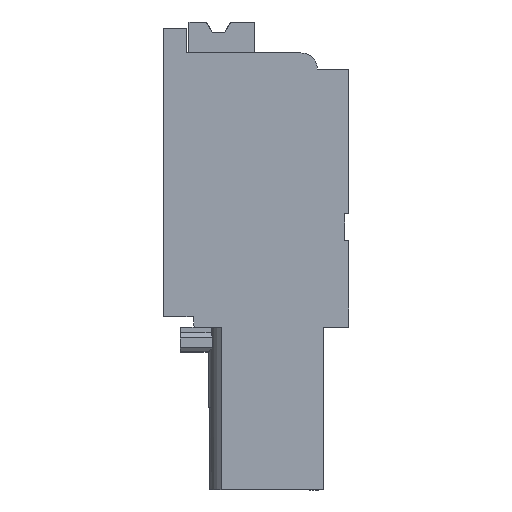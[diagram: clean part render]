
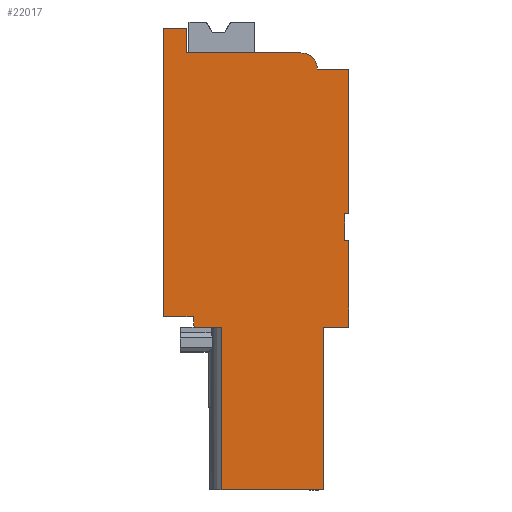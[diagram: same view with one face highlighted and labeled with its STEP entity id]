
A CAD part, left-side view. The second image highlights one B-rep face of the part: STEP entity #22017.
In plain terms, the highlighted planar face has unit normal (-1, 0, 0).
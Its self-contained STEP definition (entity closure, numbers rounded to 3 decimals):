
#4331=AXIS2_PLACEMENT_3D('Circle Axis2P3D',#4329,#4330,$) ;
#21990=AXIS2_PLACEMENT_3D('Plane Axis2P3D',#21987,#21988,#21989) ;
#40=CARTESIAN_POINT('Vertex',(0.,0.,13.4)) ;
#45=CARTESIAN_POINT('Line Origine',(0.,0.1,13.4)) ;
#49=CARTESIAN_POINT('Vertex',(0.,0.2,13.4)) ;
#83=CARTESIAN_POINT('Line Origine',(0.,0.2,12.75)) ;
#87=CARTESIAN_POINT('Vertex',(0.,0.2,12.1)) ;
#107=CARTESIAN_POINT('Line Origine',(0.,0.1,12.1)) ;
#111=CARTESIAN_POINT('Vertex',(0.,0.,12.1)) ;
#138=CARTESIAN_POINT('Line Origine',(0.,0.,10.)) ;
#142=CARTESIAN_POINT('Vertex',(0.,0.,7.9)) ;
#1165=CARTESIAN_POINT('Line Origine',(0.,0.612,7.9)) ;
#1169=CARTESIAN_POINT('Vertex',(0.,1.224,7.9)) ;
#1802=CARTESIAN_POINT('Line Origine',(0.,1.224,3.95)) ;
#1806=CARTESIAN_POINT('Vertex',(0.,1.224,0.)) ;
#3197=CARTESIAN_POINT('Line Origine',(0.,3.705,0.)) ;
#3201=CARTESIAN_POINT('Vertex',(0.,6.187,0.)) ;
#4326=CARTESIAN_POINT('Vertex',(0.,2.325,21.2)) ;
#4329=CARTESIAN_POINT('Axis2P3D Location',(0.,2.325,20.4)) ;
#4333=CARTESIAN_POINT('Vertex',(0.,1.525,20.4)) ;
#4487=CARTESIAN_POINT('Line Origine',(0.,5.087,21.2)) ;
#4491=CARTESIAN_POINT('Vertex',(0.,7.85,21.2)) ;
#5661=CARTESIAN_POINT('Line Origine',(0.,7.85,21.8)) ;
#5665=CARTESIAN_POINT('Vertex',(0.,7.85,22.4)) ;
#5692=CARTESIAN_POINT('Line Origine',(0.,8.425,22.4)) ;
#5696=CARTESIAN_POINT('Vertex',(0.,9.,22.4)) ;
#5723=CARTESIAN_POINT('Line Origine',(0.,9.,15.4)) ;
#5727=CARTESIAN_POINT('Vertex',(0.,9.,8.4)) ;
#6128=CARTESIAN_POINT('Line Origine',(0.,8.272,8.4)) ;
#6132=CARTESIAN_POINT('Vertex',(0.,7.545,8.4)) ;
#6368=CARTESIAN_POINT('Vertex',(0.,7.501,7.9)) ;
#6371=CARTESIAN_POINT('Line Origine',(0.,7.523,8.15)) ;
#6454=CARTESIAN_POINT('Vertex',(0.,6.187,7.9)) ;
#6457=CARTESIAN_POINT('Line Origine',(0.,6.844,7.9)) ;
#18450=CARTESIAN_POINT('Line Origine',(0.,0.762,20.4)) ;
#18454=CARTESIAN_POINT('Vertex',(0.,0.,20.4)) ;
#20752=CARTESIAN_POINT('Line Origine',(0.,6.187,3.95)) ;
#21987=CARTESIAN_POINT('Axis2P3D Location',(0.,0.,0.)) ;
#21992=CARTESIAN_POINT('Line Origine',(0.,0.,16.9)) ;
#46=DIRECTION('Vector Direction',(0.,1.,0.)) ;
#84=DIRECTION('Vector Direction',(0.,0.,1.)) ;
#108=DIRECTION('Vector Direction',(0.,-1.,0.)) ;
#139=DIRECTION('Vector Direction',(0.,0.,1.)) ;
#1166=DIRECTION('Vector Direction',(0.,1.,0.)) ;
#1803=DIRECTION('Vector Direction',(0.,0.,1.)) ;
#3198=DIRECTION('Vector Direction',(0.,-1.,0.)) ;
#4330=DIRECTION('Axis2P3D Direction',(-1.,-0.,0.)) ;
#4488=DIRECTION('Vector Direction',(0.,-1.,0.)) ;
#5662=DIRECTION('Vector Direction',(0.,0.,-1.)) ;
#5693=DIRECTION('Vector Direction',(0.,-1.,0.)) ;
#5724=DIRECTION('Vector Direction',(0.,0.,1.)) ;
#6129=DIRECTION('Vector Direction',(0.,-1.,0.)) ;
#6372=DIRECTION('Vector Direction',(0.,0.087,0.996)) ;
#6458=DIRECTION('Vector Direction',(0.,1.,0.)) ;
#18451=DIRECTION('Vector Direction',(0.,-1.,0.)) ;
#20753=DIRECTION('Vector Direction',(0.,0.,1.)) ;
#21988=DIRECTION('Axis2P3D Direction',(-1.,0.,0.)) ;
#21989=DIRECTION('Axis2P3D XDirection',(0.,0.,1.)) ;
#21993=DIRECTION('Vector Direction',(0.,0.,1.)) ;
#47=VECTOR('Line Direction',#46,1.) ;
#85=VECTOR('Line Direction',#84,1.) ;
#109=VECTOR('Line Direction',#108,1.) ;
#140=VECTOR('Line Direction',#139,1.) ;
#1167=VECTOR('Line Direction',#1166,1.) ;
#1804=VECTOR('Line Direction',#1803,1.) ;
#3199=VECTOR('Line Direction',#3198,1.) ;
#4489=VECTOR('Line Direction',#4488,1.) ;
#5663=VECTOR('Line Direction',#5662,1.) ;
#5694=VECTOR('Line Direction',#5693,1.) ;
#5725=VECTOR('Line Direction',#5724,1.) ;
#6130=VECTOR('Line Direction',#6129,1.) ;
#6373=VECTOR('Line Direction',#6372,1.) ;
#6459=VECTOR('Line Direction',#6458,1.) ;
#18452=VECTOR('Line Direction',#18451,1.) ;
#20754=VECTOR('Line Direction',#20753,1.) ;
#21994=VECTOR('Line Direction',#21993,1.) ;
#21998=ORIENTED_EDGE('',*,*,#21996,.T.) ;
#21999=ORIENTED_EDGE('',*,*,#18456,.T.) ;
#22000=ORIENTED_EDGE('',*,*,#4335,.T.) ;
#22001=ORIENTED_EDGE('',*,*,#4493,.T.) ;
#22002=ORIENTED_EDGE('',*,*,#5667,.T.) ;
#22003=ORIENTED_EDGE('',*,*,#5698,.T.) ;
#22004=ORIENTED_EDGE('',*,*,#5729,.T.) ;
#22005=ORIENTED_EDGE('',*,*,#6134,.T.) ;
#22006=ORIENTED_EDGE('',*,*,#6375,.T.) ;
#22007=ORIENTED_EDGE('',*,*,#6461,.T.) ;
#22008=ORIENTED_EDGE('',*,*,#20756,.F.) ;
#22009=ORIENTED_EDGE('',*,*,#3203,.T.) ;
#22010=ORIENTED_EDGE('',*,*,#1808,.T.) ;
#22011=ORIENTED_EDGE('',*,*,#1171,.T.) ;
#22012=ORIENTED_EDGE('',*,*,#144,.T.) ;
#22013=ORIENTED_EDGE('',*,*,#113,.T.) ;
#22014=ORIENTED_EDGE('',*,*,#89,.T.) ;
#22015=ORIENTED_EDGE('',*,*,#51,.T.) ;
#22017=ADVANCED_FACE('HOUSING',(#22016),#21991,.T.) ;
#4332=CIRCLE('generated circle',#4331,0.8) ;
#51=EDGE_CURVE('',#50,#41,#48,.F.) ;
#89=EDGE_CURVE('',#88,#50,#86,.T.) ;
#113=EDGE_CURVE('',#112,#88,#110,.F.) ;
#144=EDGE_CURVE('',#143,#112,#141,.T.) ;
#1171=EDGE_CURVE('',#1170,#143,#1168,.F.) ;
#1808=EDGE_CURVE('',#1807,#1170,#1805,.T.) ;
#3203=EDGE_CURVE('',#3202,#1807,#3200,.T.) ;
#4335=EDGE_CURVE('',#4334,#4327,#4332,.T.) ;
#4493=EDGE_CURVE('',#4327,#4492,#4490,.F.) ;
#5667=EDGE_CURVE('',#4492,#5666,#5664,.F.) ;
#5698=EDGE_CURVE('',#5666,#5697,#5695,.F.) ;
#5729=EDGE_CURVE('',#5697,#5728,#5726,.F.) ;
#6134=EDGE_CURVE('',#5728,#6133,#6131,.T.) ;
#6375=EDGE_CURVE('',#6133,#6369,#6374,.F.) ;
#6461=EDGE_CURVE('',#6369,#6455,#6460,.F.) ;
#18456=EDGE_CURVE('',#18455,#4334,#18453,.F.) ;
#20756=EDGE_CURVE('',#3202,#6455,#20755,.T.) ;
#21996=EDGE_CURVE('',#41,#18455,#21995,.T.) ;
#21997=EDGE_LOOP('',(#21998,#21999,#22000,#22001,#22002,#22003,#22004,#22005,#22006,#22007,#22008,#22009,#22010,#22011,#22012,#22013,#22014,#22015)) ;
#22016=FACE_OUTER_BOUND('',#21997,.T.) ;
#48=LINE('Line',#45,#47) ;
#86=LINE('Line',#83,#85) ;
#110=LINE('Line',#107,#109) ;
#141=LINE('Line',#138,#140) ;
#1168=LINE('Line',#1165,#1167) ;
#1805=LINE('Line',#1802,#1804) ;
#3200=LINE('Line',#3197,#3199) ;
#4490=LINE('Line',#4487,#4489) ;
#5664=LINE('Line',#5661,#5663) ;
#5695=LINE('Line',#5692,#5694) ;
#5726=LINE('Line',#5723,#5725) ;
#6131=LINE('Line',#6128,#6130) ;
#6374=LINE('Line',#6371,#6373) ;
#6460=LINE('Line',#6457,#6459) ;
#18453=LINE('Line',#18450,#18452) ;
#20755=LINE('Line',#20752,#20754) ;
#21995=LINE('Line',#21992,#21994) ;
#21991=PLANE('',#21990) ;
#41=VERTEX_POINT('',#40) ;
#50=VERTEX_POINT('',#49) ;
#88=VERTEX_POINT('',#87) ;
#112=VERTEX_POINT('',#111) ;
#143=VERTEX_POINT('',#142) ;
#1170=VERTEX_POINT('',#1169) ;
#1807=VERTEX_POINT('',#1806) ;
#3202=VERTEX_POINT('',#3201) ;
#4327=VERTEX_POINT('',#4326) ;
#4334=VERTEX_POINT('',#4333) ;
#4492=VERTEX_POINT('',#4491) ;
#5666=VERTEX_POINT('',#5665) ;
#5697=VERTEX_POINT('',#5696) ;
#5728=VERTEX_POINT('',#5727) ;
#6133=VERTEX_POINT('',#6132) ;
#6369=VERTEX_POINT('',#6368) ;
#6455=VERTEX_POINT('',#6454) ;
#18455=VERTEX_POINT('',#18454) ;
